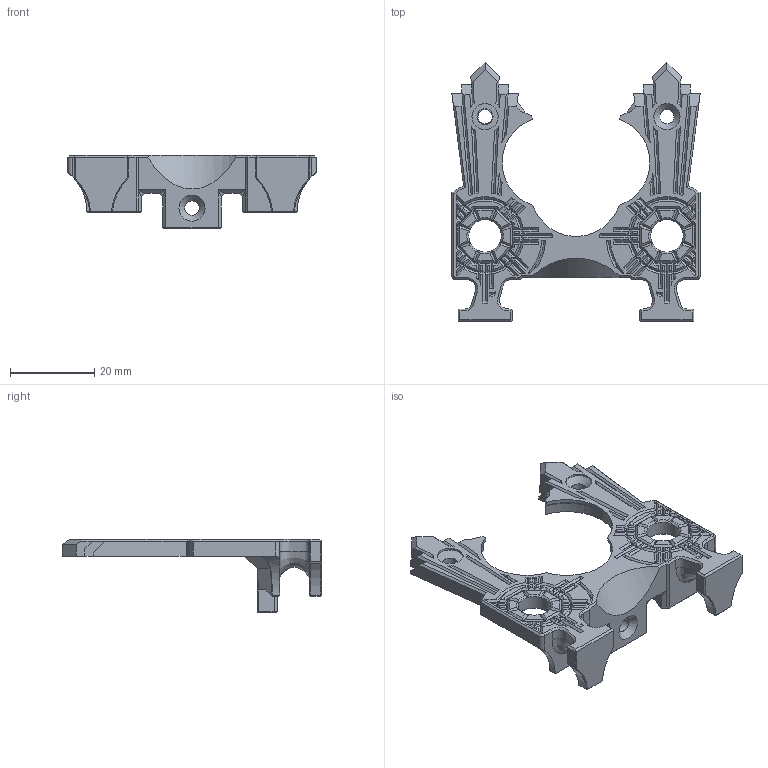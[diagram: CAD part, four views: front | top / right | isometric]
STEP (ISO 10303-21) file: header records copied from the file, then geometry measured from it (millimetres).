
FILE_DESCRIPTION(/* description */ (''),/* implementation_level */ '2;1');
FILE_NAME(/* name */ 'spoon_plate_art_deco.step',/* time_stamp */ '2025-11-21T19:38:31Z',/* author */ (''),/* organization */ (''),/* preprocessor_version */ 'ST-DEVELOPER v20.1',/* originating_system */ 'Autodesk Translation Framework v14.21.0.0',/* authorisation */ '');
FILE_SCHEMA (('AUTOMOTIVE_DESIGN { 1 0 10303 214 3 1 1 }'));
Length unit declared in the file: millimetre
Products named in the file (3): Teaspoon Telegraph V7; Spoon Plate Art Deco V7; Spoon Plate V5.2
Assembly tree (2 placements, depth 3):
  Teaspoon Telegraph V7
    Spoon Plate Art Deco V7
      Spoon Plate V5.2
Bounding box: 59 x 61.63 x 17.37 mm (x, y, z)
Volume: 9037.4 mm3; surface area: 6983.1 mm2
Topology: 1 solids, 1 shells, 793 faces, 2108 edges, 1363 vertices
Faces by surface type: plane 568, cone 133, cylinder 64, bspline 28
Full cylindrical faces by diameter (mm): 0.4 x2, 3.4 x3, 6.2 x2, 7.75 x2
Entity records: 26121 total; most frequent: CARTESIAN_POINT 6791, ORIENTED_EDGE 4216, DIRECTION 3704, EDGE_CURVE 2108, LINE 1386, VECTOR 1386, VERTEX_POINT 1363, AXIS2_PLACEMENT_3D 1159
